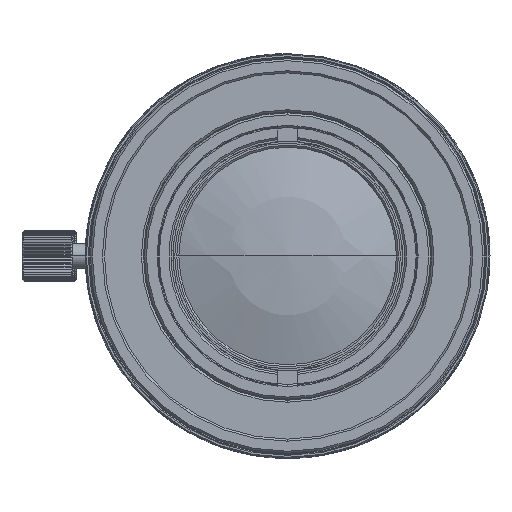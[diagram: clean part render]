
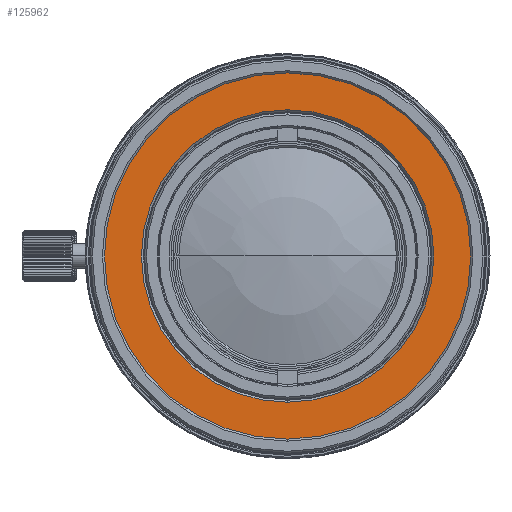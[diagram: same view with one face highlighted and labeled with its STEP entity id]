
A CAD part, left-side view. The second image highlights one B-rep face of the part: STEP entity #125962.
In plain terms, the highlighted face is planar.
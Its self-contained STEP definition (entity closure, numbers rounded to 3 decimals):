
#125185=CARTESIAN_POINT('',(0.,0.,4.));
#125186=DIRECTION('',(0.,0.,-1.));
#125187=DIRECTION('',(0.,1.,0.));
#125188=AXIS2_PLACEMENT_3D('',#125185,#125186,#125187);
#125193=CARTESIAN_POINT('',(0.,0.,4.));
#125194=DIRECTION('',(0.,0.,-1.));
#125195=DIRECTION('',(0.,-1.,0.));
#125196=AXIS2_PLACEMENT_3D('',#125193,#125194,#125195);
#125201=CARTESIAN_POINT('',(0.,0.,4.));
#125202=DIRECTION('',(0.,0.,1.));
#125203=DIRECTION('',(0.,1.,0.));
#125204=AXIS2_PLACEMENT_3D('',#125201,#125202,#125203);
#125209=CARTESIAN_POINT('',(0.,0.,4.));
#125210=DIRECTION('',(0.,0.,1.));
#125211=DIRECTION('',(0.,-1.,0.));
#125212=AXIS2_PLACEMENT_3D('',#125209,#125210,#125211);
#125477=CARTESIAN_POINT('',(0.,-14.45,4.));
#125478=CARTESIAN_POINT('',(0.,14.45,4.));
#125479=VERTEX_POINT('',#125477);
#125480=VERTEX_POINT('',#125478);
#125481=CARTESIAN_POINT('',(0.,18.6,4.));
#125482=CARTESIAN_POINT('',(0.,-18.6,4.));
#125483=VERTEX_POINT('',#125481);
#125484=VERTEX_POINT('',#125482);
#125947=CARTESIAN_POINT('',(0.,0.,4.));
#125948=DIRECTION('',(0.,0.,1.));
#125949=DIRECTION('',(0.,1.,0.));
#125950=AXIS2_PLACEMENT_3D('',#125947,#125948,#125949);
#125951=PLANE('',#125950);
#125952=ORIENTED_EDGE('',*,*,#125942,.T.);
#125953=ORIENTED_EDGE('',*,*,#125926,.T.);
#125954=EDGE_LOOP('',(#125952,#125953));
#125955=FACE_OUTER_BOUND('',#125954,.F.);
#125957=ORIENTED_EDGE('',*,*,#125956,.T.);
#125959=ORIENTED_EDGE('',*,*,#125958,.T.);
#125960=EDGE_LOOP('',(#125957,#125959));
#125961=FACE_BOUND('',#125960,.F.);
#125962=ADVANCED_FACE('',(#125955,#125961),#125951,.T.);
#125189=CIRCLE('',#125188,18.6);
#125197=CIRCLE('',#125196,18.6);
#125205=CIRCLE('',#125204,14.45);
#125213=CIRCLE('',#125212,14.45);
#125926=EDGE_CURVE('',#125484,#125483,#125197,.T.);
#125942=EDGE_CURVE('',#125483,#125484,#125189,.T.);
#125956=EDGE_CURVE('',#125480,#125479,#125205,.T.);
#125958=EDGE_CURVE('',#125479,#125480,#125213,.T.);
